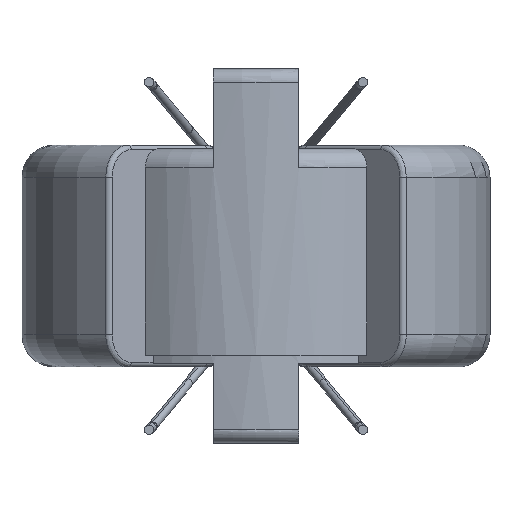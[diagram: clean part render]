
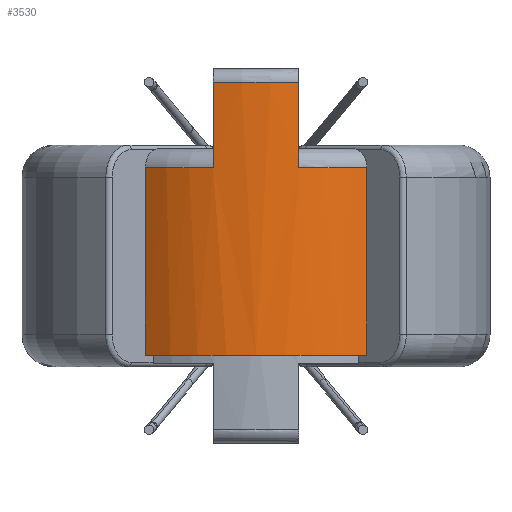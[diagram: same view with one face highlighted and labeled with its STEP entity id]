
A CAD part, front view. The second image highlights one B-rep face of the part: STEP entity #3530.
In plain terms, the highlighted cylindrical face has radius 6.815 mm (diameter 13.63 mm), a partial arc.
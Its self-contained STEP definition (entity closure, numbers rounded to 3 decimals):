
#218 = EDGE_CURVE ( 'NONE', #4560, #12000, #10771, .T. ) ;
#251 = CARTESIAN_POINT ( 'NONE',  ( 0., 0., 6.5 ) ) ;
#680 = VECTOR ( 'NONE', #10091, 1000. ) ;
#839 = VERTEX_POINT ( 'NONE', #9212 ) ;
#1303 = CYLINDRICAL_SURFACE ( 'NONE', #11588, 6.815 ) ;
#1675 = DIRECTION ( 'NONE',  ( 0., 0., -1. ) ) ;
#2023 = CIRCLE ( 'NONE', #14424, 6.815 ) ;
#2204 = LINE ( 'NONE', #6491, #17384 ) ;
#2439 = AXIS2_PLACEMENT_3D ( 'NONE', #3428, #6307, #13118 ) ;
#2885 = EDGE_CURVE ( 'NONE', #9311, #4467, #7637, .T. ) ;
#3428 = CARTESIAN_POINT ( 'NONE',  ( 0., 0., 3.305 ) ) ;
#3530 = ADVANCED_FACE ( 'NONE', ( #16973 ), #1303, .T. ) ;
#3889 = CARTESIAN_POINT ( 'NONE',  ( 0., 0., 3.305 ) ) ;
#4151 = CARTESIAN_POINT ( 'NONE',  ( -4.137, -5.416, -3.705 ) ) ;
#4467 = VERTEX_POINT ( 'NONE', #4151 ) ;
#4560 = VERTEX_POINT ( 'NONE', #6080 ) ;
#4588 = CARTESIAN_POINT ( 'NONE',  ( -4.137, -5.416, 4.005 ) ) ;
#4745 = ORIENTED_EDGE ( 'NONE', *, *, #218, .T. ) ;
#5186 = LINE ( 'NONE', #6993, #8838 ) ;
#5696 = DIRECTION ( 'NONE',  ( 0., 0., -1. ) ) ;
#5966 = DIRECTION ( 'NONE',  ( 1., 0., 0. ) ) ;
#6021 = EDGE_CURVE ( 'NONE', #839, #4560, #12490, .T. ) ;
#6080 = CARTESIAN_POINT ( 'NONE',  ( -1.6, -6.625, 6.5 ) ) ;
#6307 = DIRECTION ( 'NONE',  ( 0., 0., -1. ) ) ;
#6456 = EDGE_CURVE ( 'NONE', #12000, #9311, #11393, .T. ) ;
#6491 = CARTESIAN_POINT ( 'NONE',  ( 4.137, -5.416, 4.005 ) ) ;
#6993 = CARTESIAN_POINT ( 'NONE',  ( 1.6, -6.625, 11.683 ) ) ;
#7094 = AXIS2_PLACEMENT_3D ( 'NONE', #251, #12459, #18069 ) ;
#7179 = CARTESIAN_POINT ( 'NONE',  ( -4.137, -5.416, 3.305 ) ) ;
#7181 = DIRECTION ( 'NONE',  ( 1., 0., 0. ) ) ;
#7482 = ORIENTED_EDGE ( 'NONE', *, *, #2885, .T. ) ;
#7573 = ORIENTED_EDGE ( 'NONE', *, *, #13180, .F. ) ;
#7637 = LINE ( 'NONE', #4588, #680 ) ;
#7860 = AXIS2_PLACEMENT_3D ( 'NONE', #3889, #15004, #15064 ) ;
#8168 = EDGE_CURVE ( 'NONE', #15417, #13399, #13416, .T. ) ;
#8727 = ORIENTED_EDGE ( 'NONE', *, *, #6021, .T. ) ;
#8742 = CARTESIAN_POINT ( 'NONE',  ( 4.137, -5.416, 3.305 ) ) ;
#8838 = VECTOR ( 'NONE', #5696, 1000. ) ;
#8904 = VERTEX_POINT ( 'NONE', #14735 ) ;
#9212 = CARTESIAN_POINT ( 'NONE',  ( 1.6, -6.625, 6.5 ) ) ;
#9311 = VERTEX_POINT ( 'NONE', #7179 ) ;
#9347 = EDGE_CURVE ( 'NONE', #839, #13399, #5186, .T. ) ;
#9369 = ORIENTED_EDGE ( 'NONE', *, *, #8168, .T. ) ;
#10091 = DIRECTION ( 'NONE',  ( 0., 0., -1. ) ) ;
#10122 = CARTESIAN_POINT ( 'NONE',  ( -1.6, -6.625, 11.683 ) ) ;
#10662 = DIRECTION ( 'NONE',  ( 0., 0., 1. ) ) ;
#10771 = LINE ( 'NONE', #10122, #17120 ) ;
#11393 = CIRCLE ( 'NONE', #7860, 6.815 ) ;
#11588 = AXIS2_PLACEMENT_3D ( 'NONE', #15602, #1675, #7181 ) ;
#11661 = CARTESIAN_POINT ( 'NONE',  ( -1.6, -6.625, 3.305 ) ) ;
#11883 = DIRECTION ( 'NONE',  ( 0., 0., -1. ) ) ;
#12000 = VERTEX_POINT ( 'NONE', #11661 ) ;
#12070 = ORIENTED_EDGE ( 'NONE', *, *, #16784, .T. ) ;
#12459 = DIRECTION ( 'NONE',  ( 0., 0., -1. ) ) ;
#12490 = CIRCLE ( 'NONE', #7094, 6.815 ) ;
#13118 = DIRECTION ( 'NONE',  ( 1., 0., 0. ) ) ;
#13180 = EDGE_CURVE ( 'NONE', #8904, #4467, #2023, .T. ) ;
#13399 = VERTEX_POINT ( 'NONE', #17611 ) ;
#13416 = CIRCLE ( 'NONE', #2439, 6.815 ) ;
#14424 = AXIS2_PLACEMENT_3D ( 'NONE', #17216, #15700, #5966 ) ;
#14735 = CARTESIAN_POINT ( 'NONE',  ( 4.137, -5.416, -3.705 ) ) ;
#14953 = EDGE_LOOP ( 'NONE', ( #7573, #12070, #9369, #17759, #8727, #4745, #17289, #7482 ) ) ;
#15004 = DIRECTION ( 'NONE',  ( 0., 0., -1. ) ) ;
#15064 = DIRECTION ( 'NONE',  ( 1., 0., 0. ) ) ;
#15417 = VERTEX_POINT ( 'NONE', #8742 ) ;
#15602 = CARTESIAN_POINT ( 'NONE',  ( 0., 0., 4.005 ) ) ;
#15700 = DIRECTION ( 'NONE',  ( 0., 0., -1. ) ) ;
#16784 = EDGE_CURVE ( 'NONE', #8904, #15417, #2204, .T. ) ;
#16973 = FACE_OUTER_BOUND ( 'NONE', #14953, .T. ) ;
#17120 = VECTOR ( 'NONE', #11883, 1000. ) ;
#17216 = CARTESIAN_POINT ( 'NONE',  ( 0., 0., -3.705 ) ) ;
#17289 = ORIENTED_EDGE ( 'NONE', *, *, #6456, .T. ) ;
#17384 = VECTOR ( 'NONE', #10662, 1000. ) ;
#17611 = CARTESIAN_POINT ( 'NONE',  ( 1.6, -6.625, 3.305 ) ) ;
#17759 = ORIENTED_EDGE ( 'NONE', *, *, #9347, .F. ) ;
#18069 = DIRECTION ( 'NONE',  ( 1., 0., 0. ) ) ;
